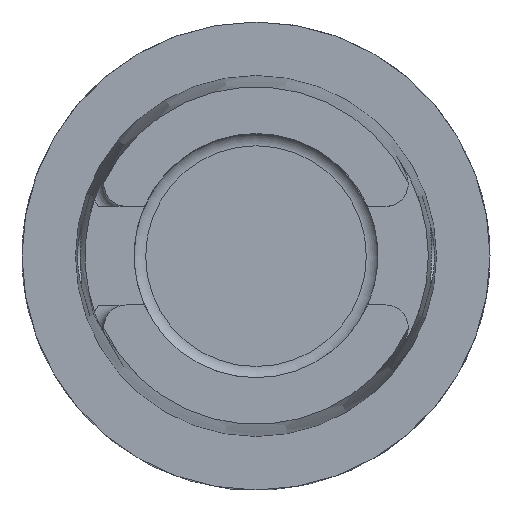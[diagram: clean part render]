
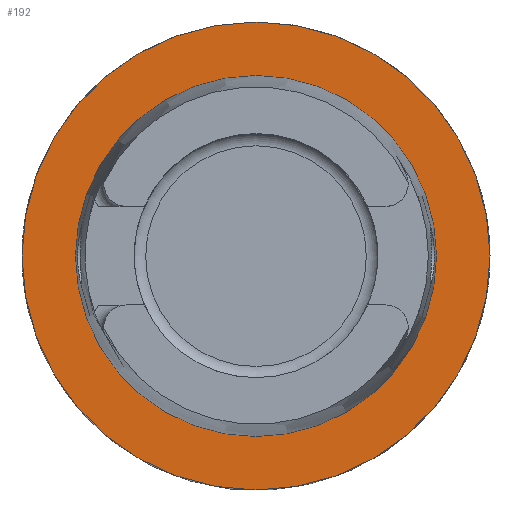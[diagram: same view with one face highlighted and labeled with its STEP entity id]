
A CAD part, top view. The second image highlights one B-rep face of the part: STEP entity #192.
In plain terms, the highlighted planar face has unit normal (0, 0, 1).
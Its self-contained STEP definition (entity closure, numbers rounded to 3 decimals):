
#66=PLANE('',#1474);
#192=ADVANCED_FACE('',(#250,#251),#66,.F.);
#250=FACE_BOUND('',#328,.T.);
#251=FACE_BOUND('',#329,.T.);
#328=EDGE_LOOP('',(#746));
#329=EDGE_LOOP('',(#747));
#432=CIRCLE('',#1400,24.97);
#461=CIRCLE('',#1473,19.255);
#746=ORIENTED_EDGE('',*,*,#1145,.F.);
#747=ORIENTED_EDGE('',*,*,#1033,.F.);
#898=VERTEX_POINT('',#1969);
#968=VERTEX_POINT('',#2411);
#1033=EDGE_CURVE('',#898,#898,#432,.T.);
#1145=EDGE_CURVE('',#968,#968,#461,.T.);
#1400=AXIS2_PLACEMENT_3D('',#1968,#1560,#1561);
#1473=AXIS2_PLACEMENT_3D('',#2410,#1761,#1762);
#1474=AXIS2_PLACEMENT_3D('',#2412,#1763,#1764);
#1560=DIRECTION('',(0.,0.,-1.));
#1561=DIRECTION('',(-1.,0.,0.));
#1761=DIRECTION('',(0.,0.,1.));
#1762=DIRECTION('',(-1.,0.,0.));
#1763=DIRECTION('',(0.,0.,-1.));
#1764=DIRECTION('',(-1.,0.,0.));
#1968=CARTESIAN_POINT('',(0.,0.,0.));
#1969=CARTESIAN_POINT('',(-24.97,0.,0.));
#2410=CARTESIAN_POINT('',(0.,0.,0.));
#2411=CARTESIAN_POINT('',(-19.255,0.,0.));
#2412=CARTESIAN_POINT('',(0.,-20.365,0.));
